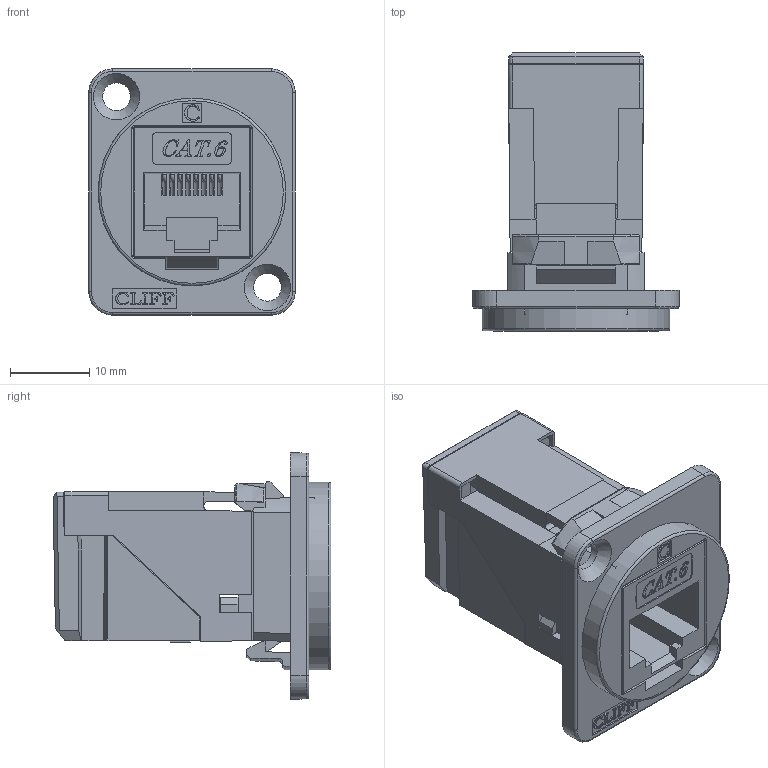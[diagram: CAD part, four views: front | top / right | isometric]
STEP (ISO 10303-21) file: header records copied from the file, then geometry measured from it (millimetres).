
FILE_DESCRIPTION(/* description */ (''),/* implementation_level */ '2;1');
FILE_NAME(/* name */ 'CP30252 CAT6 CSK.stp',/* time_stamp */ '2022-08-02T15:22:24+01:00',/* author */ ('tottley'),/* organization */ (''),/* preprocessor_version */ 'ST-DEVELOPER v18.1',/* originating_system */ 'Autodesk Inventor 2022',/* authorisation */ '');
FILE_SCHEMA (('AUTOMOTIVE_DESIGN { 1 0 10303 214 3 1 1 }'));
Length unit declared in the file: millimetre
Products named in the file (1): CLIFF RA HDMI_Simplify_2
Bounding box: 26 x 34.99 x 31 mm (x, y, z)
Volume: 5393.3 mm3; surface area: 10065 mm2
Topology: 1 solids, 1 shells, 783 faces, 2255 edges, 1488 vertices
Faces by surface type: plane 542, bspline 108, cylinder 81, torus 40, cone 12
Full cylindrical faces by diameter (mm): 0.45 x16, 3.5 x2
Entity records: 27930 total; most frequent: CARTESIAN_POINT 6934, ORIENTED_EDGE 4524, DIRECTION 3671, EDGE_CURVE 2262, LINE 1697, VECTOR 1697, VERTEX_POINT 1488, AXIS2_PLACEMENT_3D 987
